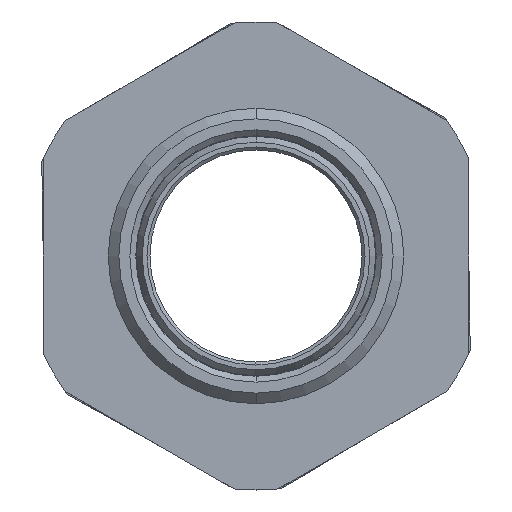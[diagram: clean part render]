
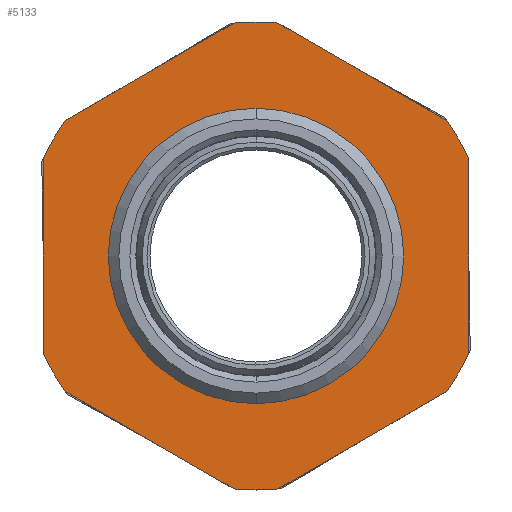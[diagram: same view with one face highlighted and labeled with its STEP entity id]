
A CAD part, left-side view. The second image highlights one B-rep face of the part: STEP entity #5133.
In plain terms, the highlighted planar face has unit normal (-1, 0, 0).
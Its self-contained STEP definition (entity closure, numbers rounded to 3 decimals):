
#21 = ORIENTED_EDGE ( 'NONE', *, *, #4988, .T. ) ;
#26 = ORIENTED_EDGE ( 'NONE', *, *, #4416, .F. ) ;
#180 = VERTEX_POINT ( 'NONE', #4549 ) ;
#187 = VECTOR ( 'NONE', #6918, 1000. ) ;
#237 = CARTESIAN_POINT ( 'NONE',  ( 15.3, 0., 12.5 ) ) ;
#249 = FACE_OUTER_BOUND ( 'NONE', #6768, .T. ) ;
#345 = CARTESIAN_POINT ( 'NONE',  ( 15.3, 0., 0. ) ) ;
#417 = CARTESIAN_POINT ( 'NONE',  ( 15.3, 0., 0. ) ) ;
#437 = CIRCLE ( 'NONE', #447, 19.8 ) ;
#447 = AXIS2_PLACEMENT_3D ( 'NONE', #7528, #3406, #4603 ) ;
#482 = VERTEX_POINT ( 'NONE', #3282 ) ;
#538 = VECTOR ( 'NONE', #7560, 1000. ) ;
#723 = EDGE_CURVE ( 'NONE', #7050, #1851, #4322, .T. ) ;
#773 = ORIENTED_EDGE ( 'NONE', *, *, #3810, .F. ) ;
#821 = CARTESIAN_POINT ( 'NONE',  ( 15.3, 18., -10.392 ) ) ;
#920 = DIRECTION ( 'NONE',  ( -1., 0., 0. ) ) ;
#991 = EDGE_CURVE ( 'NONE', #5200, #6850, #4052, .T. ) ;
#1094 = VERTEX_POINT ( 'NONE', #237 ) ;
#1097 = CARTESIAN_POINT ( 'NONE',  ( 15.3, -1.856, -19.713 ) ) ;
#1263 = LINE ( 'NONE', #4985, #5690 ) ;
#1267 = DIRECTION ( 'NONE',  ( 1., 0., 0. ) ) ;
#1269 = CIRCLE ( 'NONE', #6840, 12.5 ) ;
#1286 = CIRCLE ( 'NONE', #5332, 19.8 ) ;
#1384 = CARTESIAN_POINT ( 'NONE',  ( 15.3, -16.144, -11.464 ) ) ;
#1478 = CARTESIAN_POINT ( 'NONE',  ( 15.3, 0., 0. ) ) ;
#1566 = DIRECTION ( 'NONE',  ( 0., 0., -1. ) ) ;
#1721 = VECTOR ( 'NONE', #6741, 1000. ) ;
#1848 = DIRECTION ( 'NONE',  ( 0., 0., -1. ) ) ;
#1851 = VERTEX_POINT ( 'NONE', #1384 ) ;
#2159 = CARTESIAN_POINT ( 'NONE',  ( 15.3, 12.5, 0. ) ) ;
#2165 = CARTESIAN_POINT ( 'NONE',  ( 15.3, 0., -20.785 ) ) ;
#2323 = ORIENTED_EDGE ( 'NONE', *, *, #2475, .F. ) ;
#2377 = EDGE_CURVE ( 'NONE', #7050, #7555, #7257, .T. ) ;
#2467 = ORIENTED_EDGE ( 'NONE', *, *, #6773, .T. ) ;
#2475 = EDGE_CURVE ( 'NONE', #4707, #1851, #437, .T. ) ;
#2556 = DIRECTION ( 'NONE',  ( 0., 0., 1. ) ) ;
#2604 = DIRECTION ( 'NONE',  ( -1., 0., 0. ) ) ;
#2683 = ORIENTED_EDGE ( 'NONE', *, *, #723, .T. ) ;
#2725 = PLANE ( 'NONE',  #3717 ) ;
#2726 = DIRECTION ( 'NONE',  ( 0., 0., 1. ) ) ;
#2954 = EDGE_CURVE ( 'NONE', #6563, #5633, #6494, .T. ) ;
#3002 = CARTESIAN_POINT ( 'NONE',  ( 15.3, 0., 0. ) ) ;
#3033 = CARTESIAN_POINT ( 'NONE',  ( 15.3, 1.856, -19.713 ) ) ;
#3282 = CARTESIAN_POINT ( 'NONE',  ( 15.3, 1.856, 19.713 ) ) ;
#3287 = DIRECTION ( 'NONE',  ( 0., 0.866, 0.5 ) ) ;
#3302 = FACE_BOUND ( 'NONE', #4641, .T. ) ;
#3384 = DIRECTION ( 'NONE',  ( 1., 0., 0. ) ) ;
#3406 = DIRECTION ( 'NONE',  ( 1., 0., 0. ) ) ;
#3502 = ORIENTED_EDGE ( 'NONE', *, *, #2377, .F. ) ;
#3534 = DIRECTION ( 'NONE',  ( 1., 0., 0. ) ) ;
#3545 = CARTESIAN_POINT ( 'NONE',  ( 15.3, 0., 0. ) ) ;
#3581 = AXIS2_PLACEMENT_3D ( 'NONE', #345, #920, #2726 ) ;
#3632 = DIRECTION ( 'NONE',  ( 1., 0., 0. ) ) ;
#3679 = LINE ( 'NONE', #5218, #538 ) ;
#3717 = AXIS2_PLACEMENT_3D ( 'NONE', #2159, #3534, #4376 ) ;
#3761 = ORIENTED_EDGE ( 'NONE', *, *, #2954, .F. ) ;
#3809 = CARTESIAN_POINT ( 'NONE',  ( 15.3, 0., 20.785 ) ) ;
#3810 = EDGE_CURVE ( 'NONE', #5741, #5647, #4865, .T. ) ;
#3901 = EDGE_CURVE ( 'NONE', #482, #180, #7092, .T. ) ;
#4027 = VECTOR ( 'NONE', #6472, 1000. ) ;
#4052 = CIRCLE ( 'NONE', #4827, 19.8 ) ;
#4054 = ORIENTED_EDGE ( 'NONE', *, *, #3901, .F. ) ;
#4138 = CARTESIAN_POINT ( 'NONE',  ( 15.3, 18., -8.249 ) ) ;
#4180 = DIRECTION ( 'NONE',  ( 0., 0., -1. ) ) ;
#4182 = DIRECTION ( 'NONE',  ( 0., 0., -1. ) ) ;
#4272 = CARTESIAN_POINT ( 'NONE',  ( 15.3, 18., 8.249 ) ) ;
#4322 = LINE ( 'NONE', #2165, #187 ) ;
#4376 = DIRECTION ( 'NONE',  ( 0., 0., -1. ) ) ;
#4416 = EDGE_CURVE ( 'NONE', #4986, #1094, #6627, .T. ) ;
#4531 = DIRECTION ( 'NONE',  ( 0., 0., -1. ) ) ;
#4532 = VERTEX_POINT ( 'NONE', #7492 ) ;
#4547 = EDGE_CURVE ( 'NONE', #4707, #6850, #3679, .T. ) ;
#4549 = CARTESIAN_POINT ( 'NONE',  ( 15.3, 0., 19.8 ) ) ;
#4603 = DIRECTION ( 'NONE',  ( 0., 0., -1. ) ) ;
#4641 = EDGE_LOOP ( 'NONE', ( #26, #7158 ) ) ;
#4707 = VERTEX_POINT ( 'NONE', #5246 ) ;
#4776 = DIRECTION ( 'NONE',  ( 1., 0., 0. ) ) ;
#4779 = AXIS2_PLACEMENT_3D ( 'NONE', #6020, #3632, #4180 ) ;
#4827 = AXIS2_PLACEMENT_3D ( 'NONE', #3545, #6503, #4182 ) ;
#4865 = CIRCLE ( 'NONE', #5970, 19.8 ) ;
#4884 = AXIS2_PLACEMENT_3D ( 'NONE', #417, #7493, #4531 ) ;
#4915 = ORIENTED_EDGE ( 'NONE', *, *, #5192, .T. ) ;
#4935 = VECTOR ( 'NONE', #6135, 1000. ) ;
#4985 = CARTESIAN_POINT ( 'NONE',  ( 15.3, -18., 10.392 ) ) ;
#4986 = VERTEX_POINT ( 'NONE', #5952 ) ;
#4988 = EDGE_CURVE ( 'NONE', #5741, #5633, #6807, .T. ) ;
#5133 = ADVANCED_FACE ( 'NONE', ( #249, #3302 ), #2725, .F. ) ;
#5192 = EDGE_CURVE ( 'NONE', #482, #5647, #7156, .T. ) ;
#5200 = VERTEX_POINT ( 'NONE', #6735 ) ;
#5218 = CARTESIAN_POINT ( 'NONE',  ( 15.3, -18., -10.392 ) ) ;
#5246 = CARTESIAN_POINT ( 'NONE',  ( 15.3, -18., -8.249 ) ) ;
#5332 = AXIS2_PLACEMENT_3D ( 'NONE', #3002, #1267, #1848 ) ;
#5345 = DIRECTION ( 'NONE',  ( 0., 0., -1. ) ) ;
#5454 = ORIENTED_EDGE ( 'NONE', *, *, #4547, .T. ) ;
#5467 = AXIS2_PLACEMENT_3D ( 'NONE', #5554, #4776, #5345 ) ;
#5507 = CARTESIAN_POINT ( 'NONE',  ( 15.3, -18., 8.249 ) ) ;
#5554 = CARTESIAN_POINT ( 'NONE',  ( 15.3, 0., 0. ) ) ;
#5633 = VERTEX_POINT ( 'NONE', #4138 ) ;
#5647 = VERTEX_POINT ( 'NONE', #6295 ) ;
#5662 = CARTESIAN_POINT ( 'NONE',  ( 15.3, 0., 0. ) ) ;
#5690 = VECTOR ( 'NONE', #3287, 1000. ) ;
#5702 = CARTESIAN_POINT ( 'NONE',  ( 15.3, 16.144, -11.464 ) ) ;
#5714 = ORIENTED_EDGE ( 'NONE', *, *, #7228, .T. ) ;
#5741 = VERTEX_POINT ( 'NONE', #4272 ) ;
#5815 = ORIENTED_EDGE ( 'NONE', *, *, #6746, .F. ) ;
#5952 = CARTESIAN_POINT ( 'NONE',  ( 15.3, 0., -12.5 ) ) ;
#5970 = AXIS2_PLACEMENT_3D ( 'NONE', #5662, #3384, #1566 ) ;
#6020 = CARTESIAN_POINT ( 'NONE',  ( 15.3, 0., 0. ) ) ;
#6135 = DIRECTION ( 'NONE',  ( 0., 0.866, -0.5 ) ) ;
#6295 = CARTESIAN_POINT ( 'NONE',  ( 15.3, 16.144, 11.464 ) ) ;
#6299 = ORIENTED_EDGE ( 'NONE', *, *, #991, .F. ) ;
#6472 = DIRECTION ( 'NONE',  ( 0., 0., -1. ) ) ;
#6494 = CIRCLE ( 'NONE', #4779, 19.8 ) ;
#6503 = DIRECTION ( 'NONE',  ( 1., 0., 0. ) ) ;
#6556 = CARTESIAN_POINT ( 'NONE',  ( 15.3, 18., 10.392 ) ) ;
#6563 = VERTEX_POINT ( 'NONE', #5702 ) ;
#6627 = CIRCLE ( 'NONE', #3581, 12.5 ) ;
#6735 = CARTESIAN_POINT ( 'NONE',  ( 15.3, -16.144, 11.464 ) ) ;
#6741 = DIRECTION ( 'NONE',  ( 0., -0.866, -0.5 ) ) ;
#6746 = EDGE_CURVE ( 'NONE', #180, #4532, #1286, .T. ) ;
#6768 = EDGE_LOOP ( 'NONE', ( #21, #3761, #2467, #3502, #2683, #2323, #5454, #6299, #5714, #5815, #4054, #4915, #773 ) ) ;
#6773 = EDGE_CURVE ( 'NONE', #6563, #7555, #7100, .T. ) ;
#6807 = LINE ( 'NONE', #6556, #4027 ) ;
#6821 = EDGE_CURVE ( 'NONE', #1094, #4986, #1269, .T. ) ;
#6840 = AXIS2_PLACEMENT_3D ( 'NONE', #1478, #2604, #2556 ) ;
#6850 = VERTEX_POINT ( 'NONE', #5507 ) ;
#6918 = DIRECTION ( 'NONE',  ( 0., -0.866, 0.5 ) ) ;
#7050 = VERTEX_POINT ( 'NONE', #1097 ) ;
#7092 = CIRCLE ( 'NONE', #4884, 19.8 ) ;
#7100 = LINE ( 'NONE', #821, #1721 ) ;
#7156 = LINE ( 'NONE', #3809, #4935 ) ;
#7158 = ORIENTED_EDGE ( 'NONE', *, *, #6821, .F. ) ;
#7228 = EDGE_CURVE ( 'NONE', #5200, #4532, #1263, .T. ) ;
#7257 = CIRCLE ( 'NONE', #5467, 19.8 ) ;
#7492 = CARTESIAN_POINT ( 'NONE',  ( 15.3, -1.856, 19.713 ) ) ;
#7493 = DIRECTION ( 'NONE',  ( 1., 0., 0. ) ) ;
#7528 = CARTESIAN_POINT ( 'NONE',  ( 15.3, 0., 0. ) ) ;
#7555 = VERTEX_POINT ( 'NONE', #3033 ) ;
#7560 = DIRECTION ( 'NONE',  ( 0., 0., 1. ) ) ;
